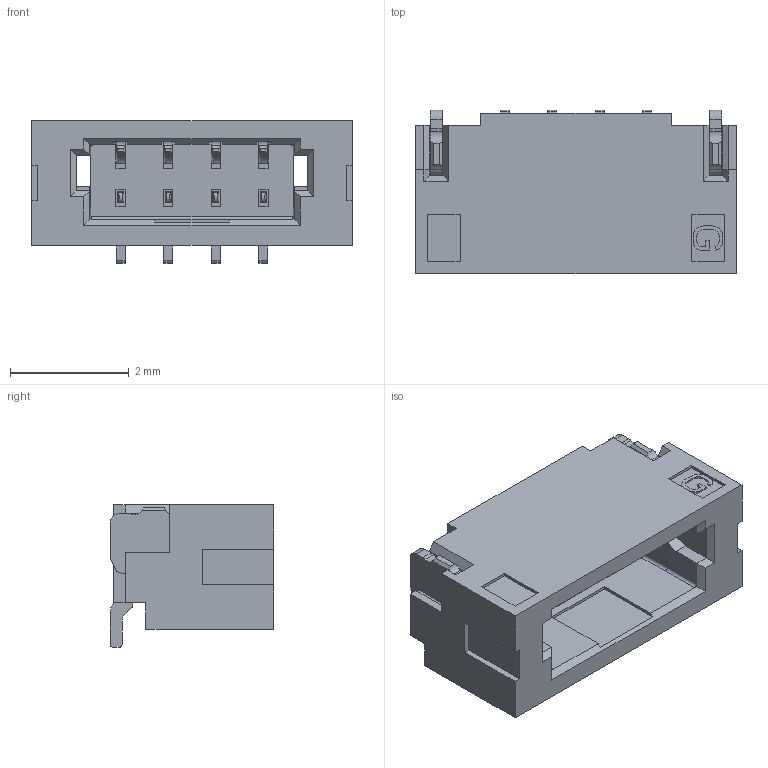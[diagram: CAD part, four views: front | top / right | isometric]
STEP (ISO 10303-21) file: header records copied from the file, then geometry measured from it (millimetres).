
FILE_DESCRIPTION((''),'2;1');
FILE_NAME('10144042-04','2019-09-20T',('APSawant'),('AFCI'),'CREO PARAMETRIC BY PTC INC, 2016130','CREO PARAMETRIC BY PTC INC, 2016130','');
FILE_SCHEMA(('CONFIG_CONTROL_DESIGN'));
Length unit declared in the file: millimetre
Products named in the file (1): 10144042-04
Bounding box: 5.4 x 2.75 x 2.4 mm (x, y, z)
Volume: 19.8 mm3; surface area: 99.5 mm2
Topology: 1 solids, 1 shells, 483 faces, 1380 edges, 900 vertices
Faces by surface type: plane 390, cylinder 93
Entity records: 15693 total; most frequent: CARTESIAN_POINT 3020, ORIENTED_EDGE 2760, DIRECTION 2442, EDGE_CURVE 1380, VECTOR 1148, LINE 1148, VERTEX_POINT 900, AXIS2_PLACEMENT_3D 647
